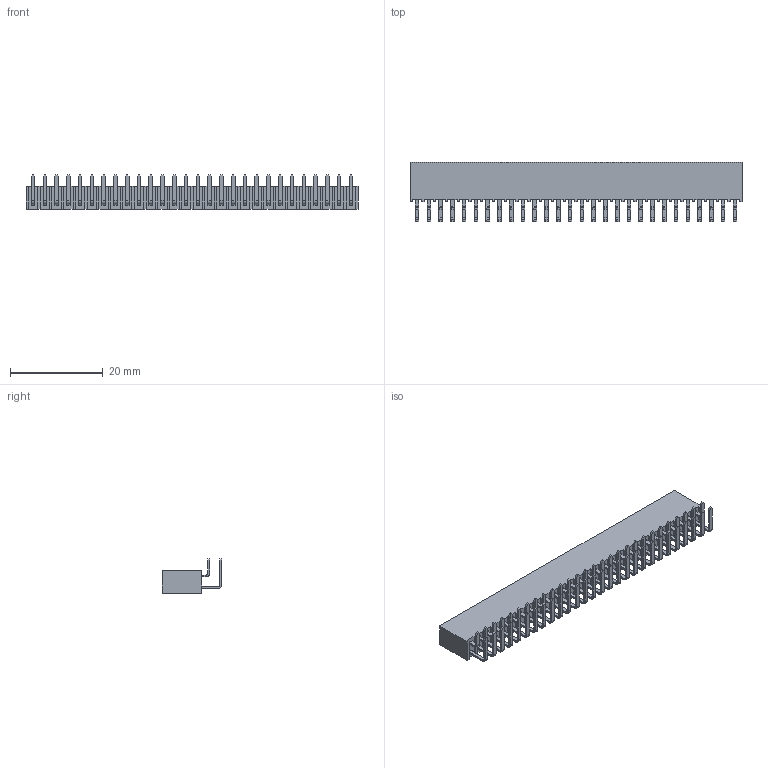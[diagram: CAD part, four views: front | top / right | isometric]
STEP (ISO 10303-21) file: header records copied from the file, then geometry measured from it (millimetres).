
FILE_DESCRIPTION( ( 'STEP AP203' ), ' ' );
FILE_NAME( 'SSW-128-02-G-D-RA.stp', '2018-06-27T03:36:44', ( '' ), ( '' ), ' ', 'PARTsolutions', ' ' );
FILE_SCHEMA( ( 'CONFIG_CONTROL_DESIGN' ) );
Length unit declared in the file: inch
Products named in the file (3): SSW-128-02-G-D-RA; _SSW-128-02-G-D-RA_terminal; _SSW-128-02-G-D-RA_pin
Assembly tree (2 placements, depth 2):
  SSW-128-02-G-D-RA
    _SSW-128-02-G-D-RA_terminal
    _SSW-128-02-G-D-RA_pin
Bounding box: 71.63 x 12.78 x 7.48 mm (x, y, z)
Volume: 2779.6 mm3; surface area: 5086.2 mm2
Topology: 2 solids, 2 shells, 964 faces, 2712 edges, 1808 vertices
Faces by surface type: plane 852, cylinder 112
Entity records: 30992 total; most frequent: CARTESIAN_POINT 5487, ORIENTED_EDGE 5424, DIRECTION 4870, EDGE_CURVE 2712, LINE 2488, VECTOR 2488, VERTEX_POINT 1808, AXIS2_PLACEMENT_3D 1191
